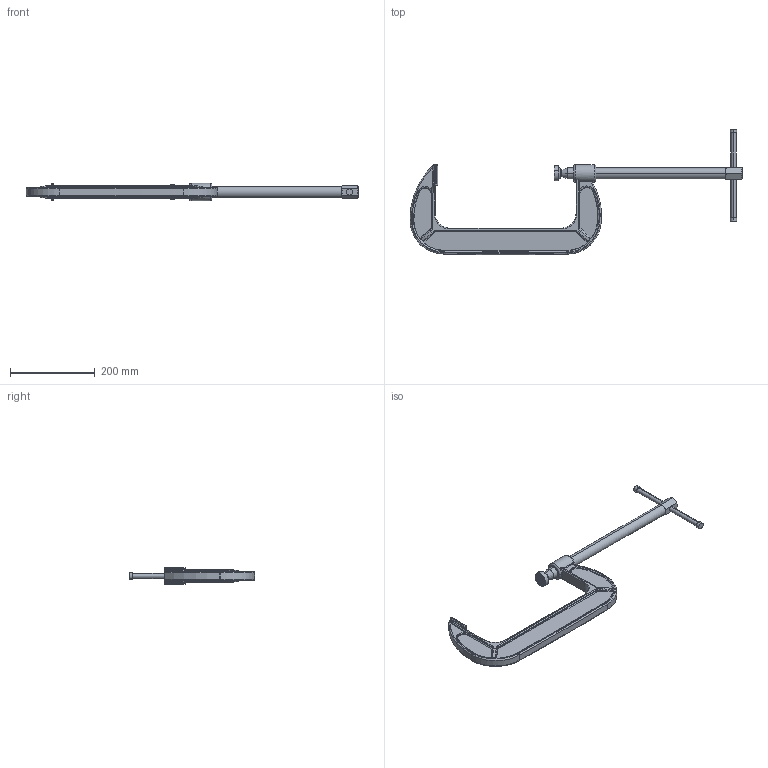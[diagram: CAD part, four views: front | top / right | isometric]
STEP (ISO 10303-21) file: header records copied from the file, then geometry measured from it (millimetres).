
FILE_DESCRIPTION (( 'STEP AP203' ), '1' );
FILE_NAME ('GH-M300.STEP', '2012-04-06T09:05:47', ( 'user' ), ( '' ), 'SwSTEP 2.0', 'SolidWorks 2008', '' );
FILE_SCHEMA (( 'CONFIG_CONTROL_DESIGN' ));
Length unit declared in the file: millimetre
Products named in the file (5): 4m30070_預設; 4m30059_預設; 4m30013_預設; GH-M300; m20001_預設
Assembly tree (4 placements, depth 2):
  GH-M300
    4m30013_預設
    4m30070_預設
    4m30059_預設
    m20001_預設
Bounding box: 781.65 x 294.85 x 41 mm (x, y, z)
Volume: 1047358.4 mm3; surface area: 175184.4 mm2
Topology: 4 solids, 4 shells, 368 faces, 854 edges, 469 vertices
Faces by surface type: cylinder 112, torus 102, plane 48, bspline 48, cone 38, sphere 20
Entity records: 13360 total; most frequent: CARTESIAN_POINT 4852, DIRECTION 1795, ORIENTED_EDGE 1646, EDGE_CURVE 823, AXIS2_PLACEMENT_3D 779, VERTEX_POINT 466, CIRCLE 452, EDGE_LOOP 375
